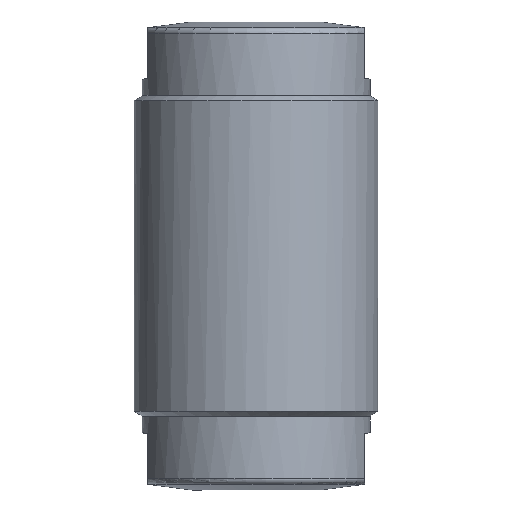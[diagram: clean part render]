
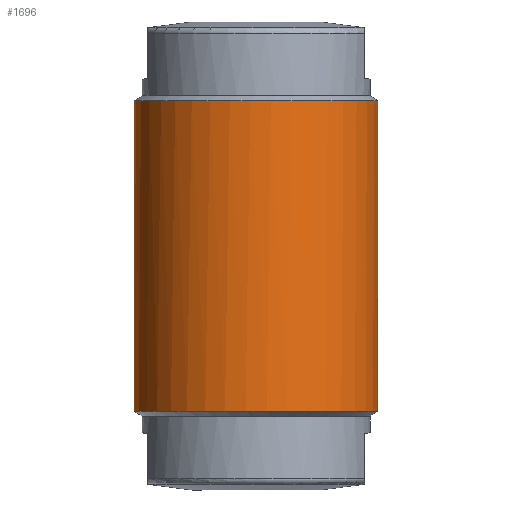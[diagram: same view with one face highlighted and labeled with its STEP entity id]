
A CAD part, front view. The second image highlights one B-rep face of the part: STEP entity #1696.
In plain terms, the highlighted cylindrical face has radius 18 mm (diameter 36 mm), a partial arc.
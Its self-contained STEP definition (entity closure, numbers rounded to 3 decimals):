
#68=LINE('',#2962,#149);
#69=LINE('',#2963,#150);
#149=VECTOR('',#2146,1000.);
#150=VECTOR('',#2147,1000.);
#314=CYLINDRICAL_SURFACE('',#1879,18.);
#492=ORIENTED_EDGE('',*,*,#950,.F.);
#493=ORIENTED_EDGE('',*,*,#903,.T.);
#494=ORIENTED_EDGE('',*,*,#951,.T.);
#495=ORIENTED_EDGE('',*,*,#881,.T.);
#881=EDGE_CURVE('',#1080,#1119,#1257,.T.);
#903=EDGE_CURVE('',#1142,#1141,#1260,.T.);
#950=EDGE_CURVE('',#1142,#1119,#68,.T.);
#951=EDGE_CURVE('',#1141,#1080,#69,.T.);
#1080=VERTEX_POINT('',#2530);
#1119=VERTEX_POINT('',#2712);
#1141=VERTEX_POINT('',#2814);
#1142=VERTEX_POINT('',#2816);
#1257=CIRCLE('',#1855,18.);
#1260=CIRCLE('',#1859,18.);
#1349=EDGE_LOOP('',(#492,#493,#494,#495));
#1506=FACE_BOUND('',#1349,.T.);
#1696=ADVANCED_FACE('',(#1506),#314,.T.);
#1855=AXIS2_PLACEMENT_3D('',#2713,#2080,#2081);
#1859=AXIS2_PLACEMENT_3D('',#2815,#2088,#2089);
#1879=AXIS2_PLACEMENT_3D('',#2961,#2144,#2145);
#2080=DIRECTION('',(0.,0.,1.));
#2081=DIRECTION('',(1.,0.,0.));
#2088=DIRECTION('',(0.,0.,-1.));
#2089=DIRECTION('',(-1.,0.,0.));
#2144=DIRECTION('',(0.,0.,-1.));
#2145=DIRECTION('',(-1.,0.,0.));
#2146=DIRECTION('',(0.,0.,-1.));
#2147=DIRECTION('',(0.,0.,-1.));
#2530=CARTESIAN_POINT('',(-10.937,14.296,-22.907));
#2712=CARTESIAN_POINT('',(10.937,14.296,-22.907));
#2713=CARTESIAN_POINT('',(0.,0.,-22.907));
#2814=CARTESIAN_POINT('',(-10.937,14.296,22.907));
#2815=CARTESIAN_POINT('',(0.,0.,22.907));
#2816=CARTESIAN_POINT('',(10.937,14.296,22.907));
#2961=CARTESIAN_POINT('',(0.,0.,23.6));
#2962=CARTESIAN_POINT('',(10.937,14.296,23.6));
#2963=CARTESIAN_POINT('',(-10.937,14.296,23.6));
